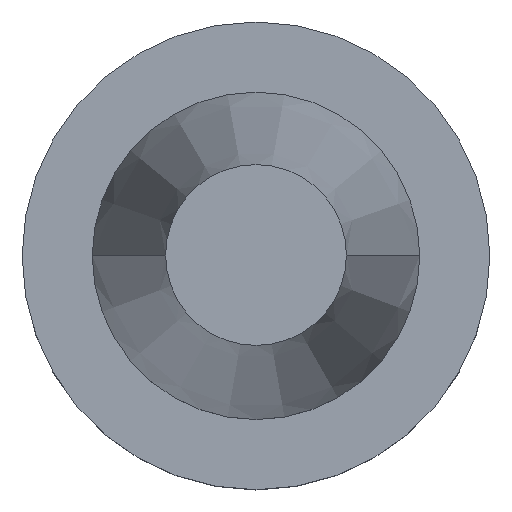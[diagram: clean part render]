
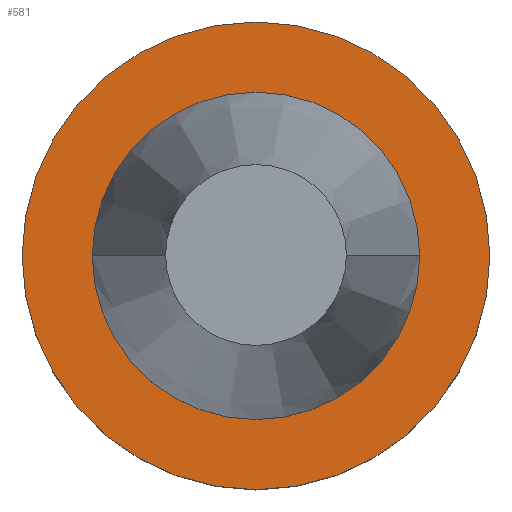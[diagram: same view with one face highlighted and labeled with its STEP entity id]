
A CAD part, top view. The second image highlights one B-rep face of the part: STEP entity #581.
In plain terms, the highlighted planar face has unit normal (0, 0, 1).
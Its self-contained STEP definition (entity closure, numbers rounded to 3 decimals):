
#31 = ORIENTED_EDGE ( 'NONE', *, *, #382, .F. ) ;
#36 = EDGE_CURVE ( 'NONE', #814, #128, #687, .T. ) ;
#38 = CARTESIAN_POINT ( 'NONE',  ( 0., 0., -1. ) ) ;
#42 = DIRECTION ( 'NONE',  ( 1., 0., 0. ) ) ;
#43 = EDGE_LOOP ( 'NONE', ( #788, #810 ) ) ;
#81 = CARTESIAN_POINT ( 'NONE',  ( 0., 0., -1. ) ) ;
#110 = EDGE_LOOP ( 'NONE', ( #31, #363 ) ) ;
#112 = CARTESIAN_POINT ( 'NONE',  ( 22.225, 0., -1. ) ) ;
#128 = VERTEX_POINT ( 'NONE', #715 ) ;
#133 = AXIS2_PLACEMENT_3D ( 'NONE', #373, #508, #699 ) ;
#148 = CARTESIAN_POINT ( 'NONE',  ( 0., 0., -1. ) ) ;
#152 = DIRECTION ( 'NONE',  ( 1., 0., 0. ) ) ;
#161 = DIRECTION ( 'NONE',  ( 0., 0., 1. ) ) ;
#170 = CIRCLE ( 'NONE', #683, 22.225 ) ;
#194 = EDGE_CURVE ( 'NONE', #128, #814, #242, .T. ) ;
#202 = AXIS2_PLACEMENT_3D ( 'NONE', #81, #426, #152 ) ;
#242 = CIRCLE ( 'NONE', #202, 31.75 ) ;
#255 = EDGE_CURVE ( 'NONE', #599, #574, #170, .T. ) ;
#294 = CARTESIAN_POINT ( 'NONE',  ( 31.75, 0., -1. ) ) ;
#329 = AXIS2_PLACEMENT_3D ( 'NONE', #38, #161, #42 ) ;
#343 = CIRCLE ( 'NONE', #329, 22.225 ) ;
#354 = DIRECTION ( 'NONE',  ( 1., 0., 0. ) ) ;
#363 = ORIENTED_EDGE ( 'NONE', *, *, #255, .F. ) ;
#373 = CARTESIAN_POINT ( 'NONE',  ( 0., 0., -1. ) ) ;
#382 = EDGE_CURVE ( 'NONE', #574, #599, #343, .T. ) ;
#397 = AXIS2_PLACEMENT_3D ( 'NONE', #848, #722, #524 ) ;
#426 = DIRECTION ( 'NONE',  ( 0., 0., 1. ) ) ;
#508 = DIRECTION ( 'NONE',  ( 0., 0., 1. ) ) ;
#524 = DIRECTION ( 'NONE',  ( -1., 0., 0. ) ) ;
#533 = FACE_OUTER_BOUND ( 'NONE', #43, .T. ) ;
#574 = VERTEX_POINT ( 'NONE', #112 ) ;
#581 = ADVANCED_FACE ( 'NONE', ( #855, #533 ), #790, .F. ) ;
#599 = VERTEX_POINT ( 'NONE', #778 ) ;
#606 = DIRECTION ( 'NONE',  ( 0., 0., 1. ) ) ;
#683 = AXIS2_PLACEMENT_3D ( 'NONE', #148, #606, #354 ) ;
#687 = CIRCLE ( 'NONE', #133, 31.75 ) ;
#699 = DIRECTION ( 'NONE',  ( 1., 0., 0. ) ) ;
#715 = CARTESIAN_POINT ( 'NONE',  ( -31.75, 0., -1. ) ) ;
#722 = DIRECTION ( 'NONE',  ( 0., 0., -1. ) ) ;
#778 = CARTESIAN_POINT ( 'NONE',  ( -22.225, 0., -1. ) ) ;
#788 = ORIENTED_EDGE ( 'NONE', *, *, #36, .T. ) ;
#790 = PLANE ( 'NONE',  #397 ) ;
#810 = ORIENTED_EDGE ( 'NONE', *, *, #194, .T. ) ;
#814 = VERTEX_POINT ( 'NONE', #294 ) ;
#848 = CARTESIAN_POINT ( 'NONE',  ( 0., 31.75, -1. ) ) ;
#855 = FACE_BOUND ( 'NONE', #110, .T. ) ;
